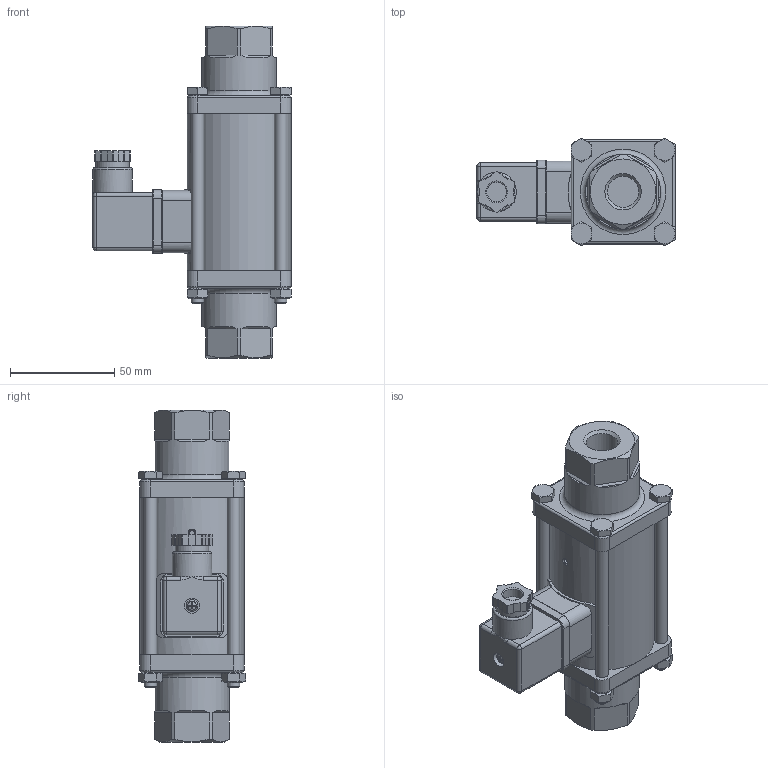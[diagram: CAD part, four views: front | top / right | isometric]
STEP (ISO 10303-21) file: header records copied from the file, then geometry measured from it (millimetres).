
FILE_DESCRIPTION(/* description */ ('Teil 1'),/* implementation_level */ '2;1');
FILE_NAME(/* name */ 'Typ 270 NO DN10 VA G38.stp',/* time_stamp */ '2023-01-18T12:31:51+01:00',/* author */ ('SCanivar'),/* organization */ (''),/* preprocessor_version */ 'ST-DEVELOPER v18.1',/* originating_system */ 'Autodesk Inventor 2021',/* authorisation */ '');
FILE_SCHEMA (('AUTOMOTIVE_DESIGN { 1 0 10303 214 3 1 1 }'));
Length unit declared in the file: millimetre
Products named in the file (1): BG-000068
Bounding box: 95.2 x 51.55 x 159.5 mm (x, y, z)
Volume: 303310 mm3; surface area: 43657 mm2
Topology: 1 solids, 1 shells, 362 faces, 910 edges, 564 vertices
Faces by surface type: plane 198, cylinder 77, cone 54, torus 25, sphere 5, bspline 3
Full cylindrical faces by diameter (mm): 2.5 x1, 3.242 x2, 6 x8, 7.2 x1, 8.9 x4, 9.5 x1, 14.95 x2, 16 x1, 18.9 x1, 36 x2, 50 x1
Entity records: 11491 total; most frequent: CARTESIAN_POINT 2579, ORIENTED_EDGE 1806, DIRECTION 1786, EDGE_CURVE 903, AXIS2_PLACEMENT_3D 681, VERTEX_POINT 564, LINE 424, VECTOR 424
